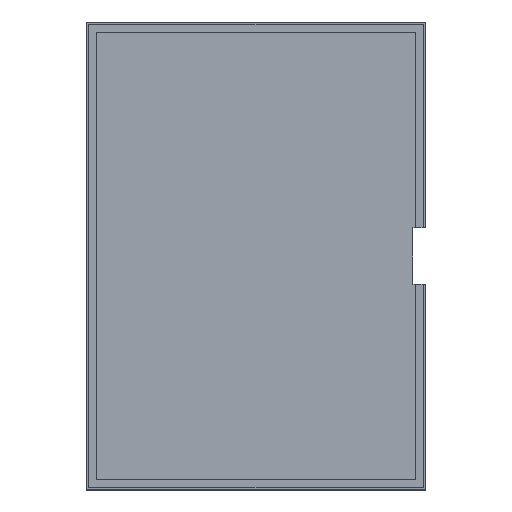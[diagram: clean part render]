
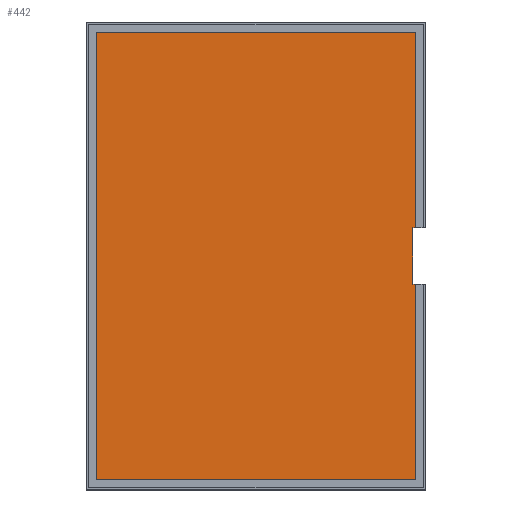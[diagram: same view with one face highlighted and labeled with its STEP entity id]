
A CAD part, top view. The second image highlights one B-rep face of the part: STEP entity #442.
In plain terms, the highlighted planar face has unit normal (0, 0, 1).
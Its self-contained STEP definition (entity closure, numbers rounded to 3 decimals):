
#36=FACE_OUTER_BOUND('',#58,.T.);
#58=EDGE_LOOP('',(#391,#392,#393,#394,#395,#396,#397,#398));
#59=LINE('',#589,#119);
#67=LINE('',#605,#127);
#70=LINE('',#611,#130);
#82=LINE('',#635,#142);
#87=LINE('',#644,#147);
#108=LINE('',#685,#168);
#110=LINE('',#689,#170);
#112=LINE('',#692,#172);
#119=VECTOR('',#483,10.);
#127=VECTOR('',#493,10.);
#130=VECTOR('',#498,10.);
#142=VECTOR('',#514,10.);
#147=VECTOR('',#521,10.);
#168=VECTOR('',#552,10.);
#170=VECTOR('',#556,10.);
#172=VECTOR('',#560,10.);
#179=VERTEX_POINT('',#587);
#180=VERTEX_POINT('',#588);
#187=VERTEX_POINT('',#604);
#189=VERTEX_POINT('',#610);
#199=VERTEX_POINT('',#634);
#202=VERTEX_POINT('',#642);
#217=VERTEX_POINT('',#684);
#218=VERTEX_POINT('',#688);
#219=EDGE_CURVE('',#179,#180,#59,.T.);
#227=EDGE_CURVE('',#187,#179,#67,.T.);
#230=EDGE_CURVE('',#189,#187,#70,.T.);
#242=EDGE_CURVE('',#199,#189,#82,.T.);
#247=EDGE_CURVE('',#180,#202,#87,.T.);
#268=EDGE_CURVE('',#202,#217,#108,.T.);
#270=EDGE_CURVE('',#217,#218,#110,.T.);
#272=EDGE_CURVE('',#218,#199,#112,.T.);
#391=ORIENTED_EDGE('',*,*,#219,.T.);
#392=ORIENTED_EDGE('',*,*,#247,.T.);
#393=ORIENTED_EDGE('',*,*,#268,.T.);
#394=ORIENTED_EDGE('',*,*,#270,.T.);
#395=ORIENTED_EDGE('',*,*,#272,.T.);
#396=ORIENTED_EDGE('',*,*,#242,.T.);
#397=ORIENTED_EDGE('',*,*,#230,.T.);
#398=ORIENTED_EDGE('',*,*,#227,.T.);
#420=PLANE('',#478);
#442=ADVANCED_FACE('',(#36),#420,.T.);
#478=AXIS2_PLACEMENT_3D('',#707,#583,#584);
#483=DIRECTION('',(1.,0.,0.));
#493=DIRECTION('',(0.,1.,0.));
#498=DIRECTION('',(-1.,0.,0.));
#514=DIRECTION('',(0.,1.,0.));
#521=DIRECTION('',(0.,1.,0.));
#552=DIRECTION('',(-1.,0.,0.));
#556=DIRECTION('',(0.,-1.,0.));
#560=DIRECTION('',(1.,0.,0.));
#583=DIRECTION('center_axis',(0.,0.,1.));
#584=DIRECTION('ref_axis',(1.,0.,0.));
#587=CARTESIAN_POINT('',(127.,102.,2.));
#588=CARTESIAN_POINT('',(128.,102.,2.));
#589=CARTESIAN_POINT('',(96.5,102.,2.));
#604=CARTESIAN_POINT('',(127.,80.,2.));
#605=CARTESIAN_POINT('',(127.,85.5,2.));
#610=CARTESIAN_POINT('',(128.,80.,2.));
#611=CARTESIAN_POINT('',(99.,80.,2.));
#634=CARTESIAN_POINT('',(128.,4.,2.));
#635=CARTESIAN_POINT('',(128.,134.5,2.));
#642=CARTESIAN_POINT('',(128.,178.,2.));
#644=CARTESIAN_POINT('',(128.,134.5,2.));
#684=CARTESIAN_POINT('',(4.,178.,2.));
#685=CARTESIAN_POINT('',(35.,178.,2.));
#688=CARTESIAN_POINT('',(4.,4.,2.));
#689=CARTESIAN_POINT('',(4.,47.5,2.));
#692=CARTESIAN_POINT('',(97.,4.,2.));
#707=CARTESIAN_POINT('Origin',(66.,91.,2.));
